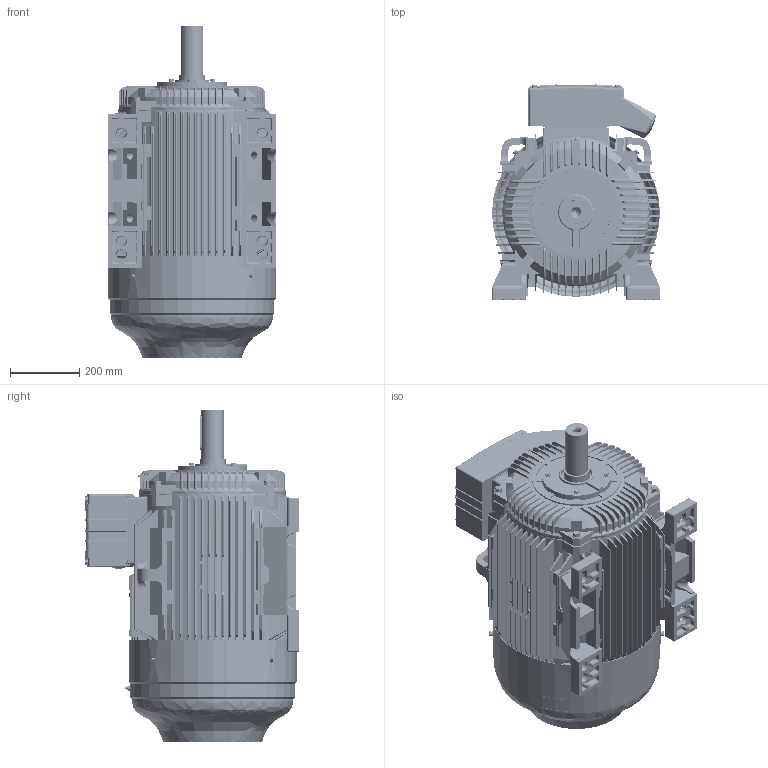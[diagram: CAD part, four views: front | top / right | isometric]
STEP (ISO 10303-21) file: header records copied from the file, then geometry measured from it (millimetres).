
FILE_DESCRIPTION (( 'STEP AP203' ), '1' );
FILE_NAME ('WE250MC-4-B3SDGJCFZ295.STEP', '2017-06-28T01:44:14', ( 'Sky123.Org' ), ( 'Sky123.Org' ), 'SwSTEP 2.0', 'SolidWorks 2012', '' );
FILE_SCHEMA (( 'CONFIG_CONTROL_DESIGN' ));
Products named in the file (1): WE250MC-4-B3SDGJCFZ295
Bounding box: 484 x 618.75 x 956 mm (x, y, z)
Volume: 86992560.2 mm3; surface area: 5034994 mm2
Topology: 75 solids, 78 shells, 7660 faces, 22136 edges, 14725 vertices
Faces by surface type: cylinder 3504, plane 3301, cone 508, bspline 318, sphere 16, torus 13
Entity records: 316642 total; most frequent: CARTESIAN_POINT 120227, ORIENTED_EDGE 44172, DIRECTION 36639, EDGE_CURVE 22086, VERTEX_POINT 14721, AXIS2_PLACEMENT_3D 12684, LINE 11271, VECTOR 11271
